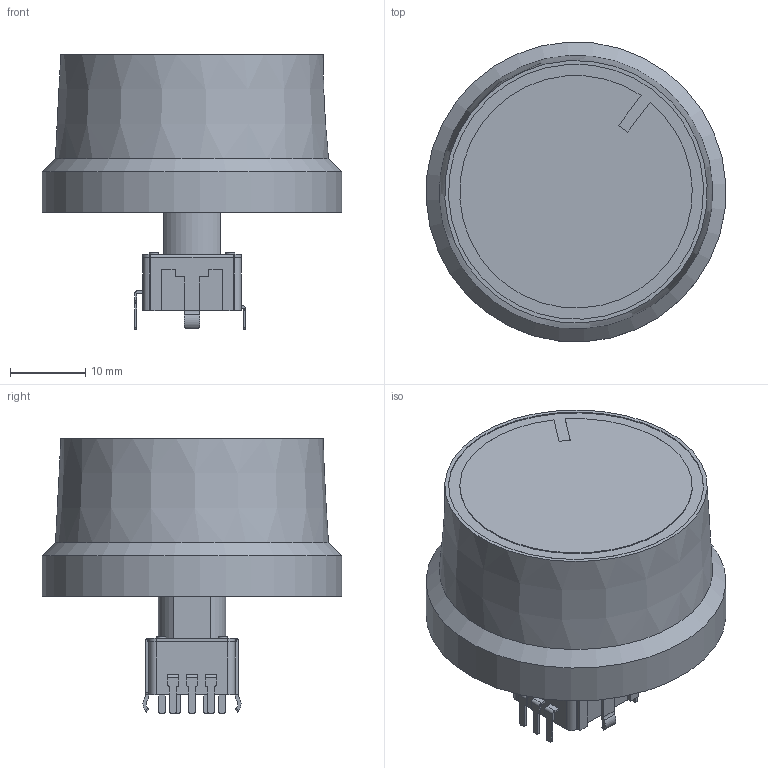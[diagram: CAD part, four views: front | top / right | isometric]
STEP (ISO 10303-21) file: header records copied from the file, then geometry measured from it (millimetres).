
FILE_DESCRIPTION(/* description */ (''),/* implementation_level */ '2;1');
FILE_NAME(/* name */ 'Rotary_Encoder_RGB_Assembly.stp',/* time_stamp */ '2019-11-28T21:11:08-05:00',/* author */ ('Ishaan'),/* organization */ (''),/* preprocessor_version */ 'ST-DEVELOPER v18',/* originating_system */ 'Autodesk Inventor 2020',/* authorisation */ '');
FILE_SCHEMA (('AUTOMOTIVE_DESIGN { 1 0 10303 214 3 1 1 }'));
Length unit declared in the file: millimetre
Products named in the file (3): Rotary_Encoder_RGB_Assembly; Rotary_Encoder_RGB; Rotary_Encoder_Knob
Assembly tree (2 placements, depth 2):
  Rotary_Encoder_RGB_Assembly
    Rotary_Encoder_RGB
    Rotary_Encoder_Knob
Bounding box: 39.94 x 39.94 x 36.62 mm (x, y, z)
Volume: 10351.5 mm3; surface area: 8358.9 mm2
Topology: 2 solids, 2 shells, 262 faces, 726 edges, 489 vertices
Faces by surface type: plane 136, cylinder 117, cone 6, torus 3
Full cylindrical faces by diameter (mm): 1.25 x4, 6 x2, 6.5 x1, 8 x1, 31 x1, 34 x2, 40 x1
Entity records: 8919 total; most frequent: CARTESIAN_POINT 1678, DIRECTION 1488, ORIENTED_EDGE 1452, EDGE_CURVE 726, AXIS2_PLACEMENT_3D 531, VERTEX_POINT 489, LINE 426, VECTOR 426
